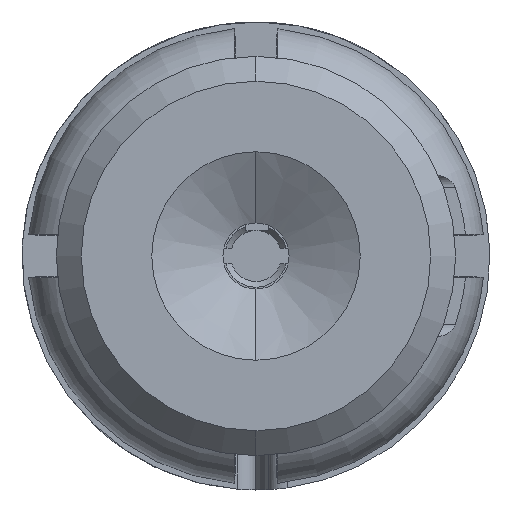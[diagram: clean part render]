
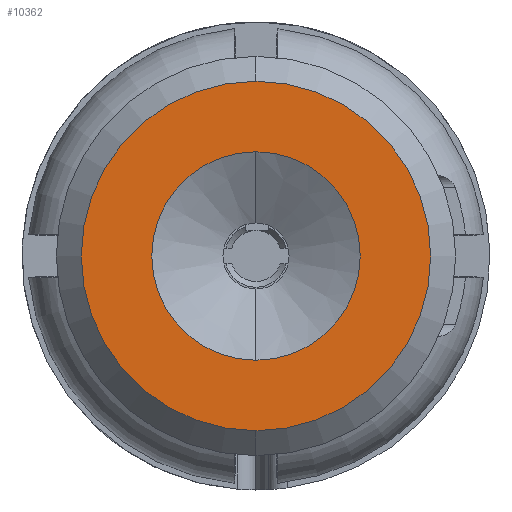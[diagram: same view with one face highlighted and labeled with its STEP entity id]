
A CAD part, left-side view. The second image highlights one B-rep face of the part: STEP entity #10362.
In plain terms, the highlighted planar face has unit normal (-1, 0, 0).
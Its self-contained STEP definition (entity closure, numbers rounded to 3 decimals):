
#4799=CARTESIAN_POINT('',(-0.41,0.,0.));
#4800=DIRECTION('',(-1.,0.,0.));
#4801=DIRECTION('',(0.,0.,-1.));
#4802=AXIS2_PLACEMENT_3D('',#4799,#4800,#4801);
#4808=CARTESIAN_POINT('',(-0.41,0.,0.));
#4809=DIRECTION('',(1.,0.,0.));
#4810=DIRECTION('',(0.,0.,-1.));
#4811=AXIS2_PLACEMENT_3D('',#4808,#4809,#4810);
#4813=CARTESIAN_POINT('',(-0.41,0.,0.));
#4814=DIRECTION('',(1.,0.,0.));
#4815=DIRECTION('',(0.,0.,-1.));
#4816=AXIS2_PLACEMENT_3D('',#4813,#4814,#4815);
#4818=CARTESIAN_POINT('',(-0.41,0.,0.));
#4819=DIRECTION('',(-1.,0.,0.));
#4820=DIRECTION('',(0.,0.,-1.));
#4821=AXIS2_PLACEMENT_3D('',#4818,#4819,#4820);
#5602=CARTESIAN_POINT('',(-0.41,0.,-0.835));
#5603=VERTEX_POINT('',#5602);
#5604=CARTESIAN_POINT('',(-0.41,0.,-1.4));
#5606=VERTEX_POINT('',#5604);
#5618=CARTESIAN_POINT('',(-0.41,0.,0.835));
#5619=VERTEX_POINT('',#5618);
#5620=CARTESIAN_POINT('',(-0.41,0.,1.4));
#5622=VERTEX_POINT('',#5620);
#10347=CARTESIAN_POINT('',(-0.41,0.,0.));
#10348=DIRECTION('',(1.,0.,0.));
#10349=DIRECTION('',(0.,0.,-1.));
#10350=AXIS2_PLACEMENT_3D('',#10347,#10348,#10349);
#10351=PLANE('',#10350);
#10352=ORIENTED_EDGE('',*,*,#10326,.F.);
#10353=ORIENTED_EDGE('',*,*,#10342,.T.);
#10354=EDGE_LOOP('',(#10352,#10353));
#10355=FACE_OUTER_BOUND('',#10354,.F.);
#10357=ORIENTED_EDGE('',*,*,#10356,.F.);
#10359=ORIENTED_EDGE('',*,*,#10358,.T.);
#10360=EDGE_LOOP('',(#10357,#10359));
#10361=FACE_BOUND('',#10360,.F.);
#10362=ADVANCED_FACE('',(#10355,#10361),#10351,.F.);
#4803=CIRCLE('',#4802,1.4);
#4812=CIRCLE('',#4811,1.4);
#4817=CIRCLE('',#4816,0.835);
#4822=CIRCLE('',#4821,0.835);
#10326=EDGE_CURVE('',#5606,#5622,#4803,.T.);
#10342=EDGE_CURVE('',#5606,#5622,#4812,.T.);
#10356=EDGE_CURVE('',#5603,#5619,#4817,.T.);
#10358=EDGE_CURVE('',#5603,#5619,#4822,.T.);
